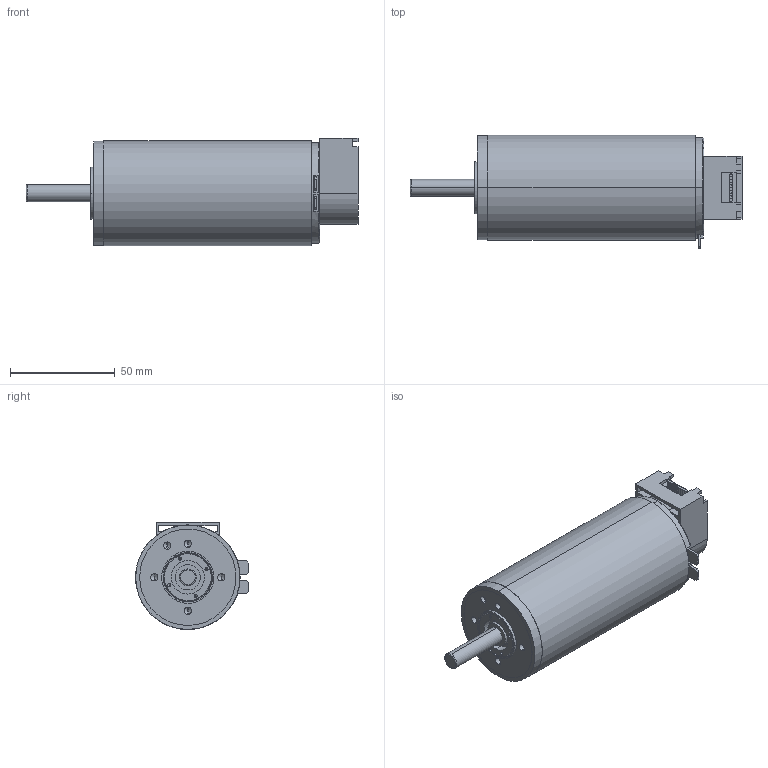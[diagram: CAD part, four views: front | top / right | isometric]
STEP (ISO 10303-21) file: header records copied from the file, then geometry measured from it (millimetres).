
FILE_DESCRIPTION (( 'STEP AP214' ), '1' );
FILE_NAME ('maxon_dc_motor.STEP', '2021-03-08T01:45:17', ( '' ), ( '' ), 'SwSTEP 2.0', 'SolidWorks 2018', '' );
FILE_SCHEMA (( 'AUTOMOTIVE_DESIGN' ));
Length unit declared in the file: millimetre
Products named in the file (1): maxon_dc_motor
Bounding box: 158.5 x 54 x 51.2 mm (x, y, z)
Volume: 230155.4 mm3; surface area: 30577.5 mm2
Topology: 2 solids, 7 shells, 351 faces, 879 edges, 557 vertices
Faces by surface type: plane 171, cylinder 125, cone 31, bspline 22, torus 2
Entity records: 16411 total; most frequent: CARTESIAN_POINT 4233, ORIENTED_EDGE 1702, DIRECTION 1686, EDGE_CURVE 851, AXIS2_PLACEMENT_3D 587, VERTEX_POINT 557, LINE 512, VECTOR 512
